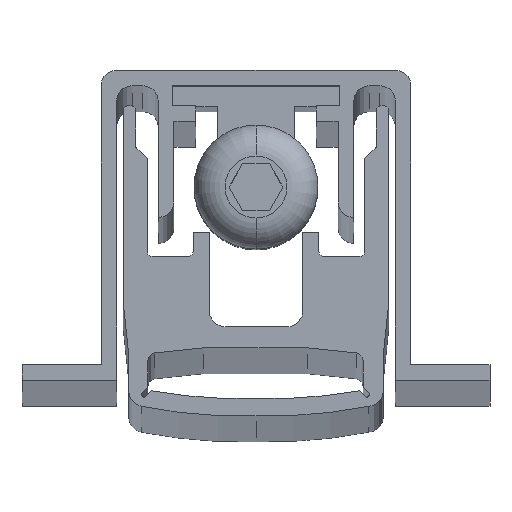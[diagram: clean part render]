
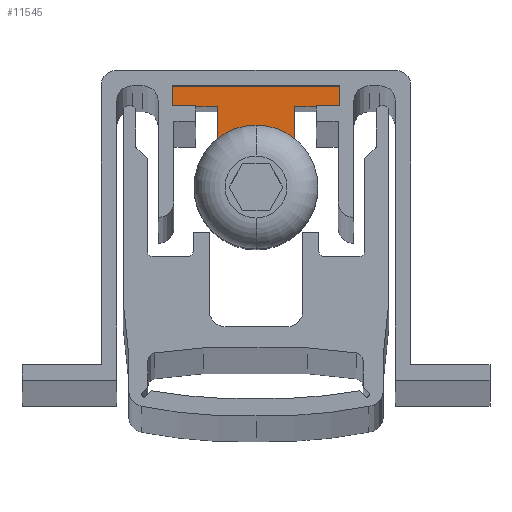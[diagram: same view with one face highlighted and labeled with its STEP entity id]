
A CAD part, top view. The second image highlights one B-rep face of the part: STEP entity #11545.
In plain terms, the highlighted planar face has unit normal (0, 0, 1).
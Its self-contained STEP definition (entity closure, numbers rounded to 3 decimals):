
#82 = VERTEX_POINT ( 'NONE', #35933 ) ;
#288 = CARTESIAN_POINT ( 'NONE',  ( -5.4, 6.55, -1. ) ) ;
#1653 = CARTESIAN_POINT ( 'NONE',  ( 0., 0., -1. ) ) ;
#1687 = EDGE_CURVE ( 'NONE', #82, #21677, #9884, .T. ) ;
#1720 = DIRECTION ( 'NONE',  ( 0., 1., 0. ) ) ;
#2172 = PLANE ( 'NONE',  #18148 ) ;
#2309 = CARTESIAN_POINT ( 'NONE',  ( 2.5, 0., -1. ) ) ;
#3443 = EDGE_CURVE ( 'NONE', #4022, #23959, #23756, .T. ) ;
#3908 = LINE ( 'NONE', #26348, #22861 ) ;
#4022 = VERTEX_POINT ( 'NONE', #288 ) ;
#4321 = EDGE_CURVE ( 'NONE', #4022, #15911, #17514, .T. ) ;
#5255 = CARTESIAN_POINT ( 'NONE',  ( 0., 0., -1. ) ) ;
#7061 = ORIENTED_EDGE ( 'NONE', *, *, #21552, .T. ) ;
#7791 = DIRECTION ( 'NONE',  ( 0., -1., 0. ) ) ;
#8180 = EDGE_LOOP ( 'NONE', ( #10782, #7061, #31486, #26235, #14138, #11753, #31040, #32681, #32222 ) ) ;
#8301 = CARTESIAN_POINT ( 'NONE',  ( 5.4, 5.25, -1. ) ) ;
#8726 = EDGE_CURVE ( 'NONE', #20326, #82, #19259, .T. ) ;
#8862 = CARTESIAN_POINT ( 'NONE',  ( -2.5, 5.25, -1. ) ) ;
#9082 = DIRECTION ( 'NONE',  ( 0., -1., 0. ) ) ;
#9088 = CARTESIAN_POINT ( 'NONE',  ( 5.4, 6.55, -1. ) ) ;
#9884 = CIRCLE ( 'NONE', #22132, 2.5 ) ;
#10092 = CARTESIAN_POINT ( 'NONE',  ( -5.4, 5.25, -1. ) ) ;
#10698 = VECTOR ( 'NONE', #16971, 1000. ) ;
#10743 = CARTESIAN_POINT ( 'NONE',  ( 0., 0., -1. ) ) ;
#10782 = ORIENTED_EDGE ( 'NONE', *, *, #8726, .F. ) ;
#11545 = ADVANCED_FACE ( 'NONE', ( #16574 ), #2172, .F. ) ;
#11582 = EDGE_CURVE ( 'NONE', #18741, #27651, #36091, .T. ) ;
#11753 = ORIENTED_EDGE ( 'NONE', *, *, #12601, .T. ) ;
#11890 = AXIS2_PLACEMENT_3D ( 'NONE', #1653, #34849, #24084 ) ;
#12601 = EDGE_CURVE ( 'NONE', #23959, #27651, #28722, .T. ) ;
#12791 = LINE ( 'NONE', #23920, #27535 ) ;
#13422 = EDGE_CURVE ( 'NONE', #20232, #15911, #3908, .T. ) ;
#14138 = ORIENTED_EDGE ( 'NONE', *, *, #3443, .T. ) ;
#14743 = VECTOR ( 'NONE', #9082, 1000. ) ;
#14982 = DIRECTION ( 'NONE',  ( 1., 0., 0. ) ) ;
#15834 = DIRECTION ( 'NONE',  ( 0., -1., 0. ) ) ;
#15911 = VERTEX_POINT ( 'NONE', #9088 ) ;
#16574 = FACE_OUTER_BOUND ( 'NONE', #8180, .T. ) ;
#16971 = DIRECTION ( 'NONE',  ( 1., 0., 0. ) ) ;
#17514 = LINE ( 'NONE', #25724, #10698 ) ;
#18148 = AXIS2_PLACEMENT_3D ( 'NONE', #10743, #27348, #30261 ) ;
#18621 = CARTESIAN_POINT ( 'NONE',  ( 0., 2.5, -1. ) ) ;
#18741 = VERTEX_POINT ( 'NONE', #29038 ) ;
#19259 = LINE ( 'NONE', #2309, #34809 ) ;
#20232 = VERTEX_POINT ( 'NONE', #8301 ) ;
#20326 = VERTEX_POINT ( 'NONE', #28357 ) ;
#21552 = EDGE_CURVE ( 'NONE', #20326, #20232, #12791, .T. ) ;
#21677 = VERTEX_POINT ( 'NONE', #18621 ) ;
#21872 = CARTESIAN_POINT ( 'NONE',  ( -2.5, 0., -1. ) ) ;
#22070 = CARTESIAN_POINT ( 'NONE',  ( -5.4, 5.25, -1. ) ) ;
#22132 = AXIS2_PLACEMENT_3D ( 'NONE', #5255, #24597, #15834 ) ;
#22861 = VECTOR ( 'NONE', #1720, 1000. ) ;
#23240 = DIRECTION ( 'NONE',  ( 1., 0., 0. ) ) ;
#23756 = LINE ( 'NONE', #34877, #14743 ) ;
#23920 = CARTESIAN_POINT ( 'NONE',  ( -5.4, 5.25, -1. ) ) ;
#23959 = VERTEX_POINT ( 'NONE', #22070 ) ;
#24084 = DIRECTION ( 'NONE',  ( 0., -1., 0. ) ) ;
#24597 = DIRECTION ( 'NONE',  ( 0., 0., 1. ) ) ;
#25724 = CARTESIAN_POINT ( 'NONE',  ( 2.5, 6.55, -1. ) ) ;
#26235 = ORIENTED_EDGE ( 'NONE', *, *, #4321, .F. ) ;
#26348 = CARTESIAN_POINT ( 'NONE',  ( 5.4, 6.55, -1. ) ) ;
#27348 = DIRECTION ( 'NONE',  ( 0., 0., -1. ) ) ;
#27535 = VECTOR ( 'NONE', #14982, 1000. ) ;
#27635 = CIRCLE ( 'NONE', #11890, 2.5 ) ;
#27651 = VERTEX_POINT ( 'NONE', #8862 ) ;
#28357 = CARTESIAN_POINT ( 'NONE',  ( 2.5, 5.25, -1. ) ) ;
#28722 = LINE ( 'NONE', #10092, #31560 ) ;
#29038 = CARTESIAN_POINT ( 'NONE',  ( -2.5, 0., -1. ) ) ;
#29418 = EDGE_CURVE ( 'NONE', #21677, #18741, #27635, .T. ) ;
#30261 = DIRECTION ( 'NONE',  ( 0., 1., 0. ) ) ;
#31040 = ORIENTED_EDGE ( 'NONE', *, *, #11582, .F. ) ;
#31486 = ORIENTED_EDGE ( 'NONE', *, *, #13422, .T. ) ;
#31560 = VECTOR ( 'NONE', #23240, 1000. ) ;
#32132 = VECTOR ( 'NONE', #33180, 1000. ) ;
#32222 = ORIENTED_EDGE ( 'NONE', *, *, #1687, .F. ) ;
#32681 = ORIENTED_EDGE ( 'NONE', *, *, #29418, .F. ) ;
#33180 = DIRECTION ( 'NONE',  ( 0., 1., 0. ) ) ;
#34809 = VECTOR ( 'NONE', #7791, 1000. ) ;
#34849 = DIRECTION ( 'NONE',  ( 0., 0., 1. ) ) ;
#34877 = CARTESIAN_POINT ( 'NONE',  ( -5.4, 6.55, -1. ) ) ;
#35933 = CARTESIAN_POINT ( 'NONE',  ( 2.5, 0., -1. ) ) ;
#36091 = LINE ( 'NONE', #21872, #32132 ) ;
